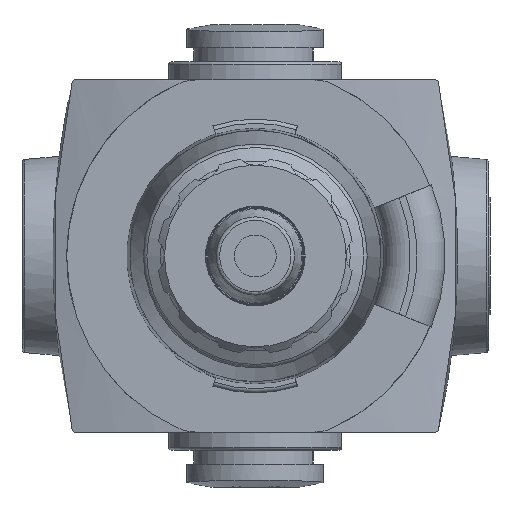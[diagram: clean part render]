
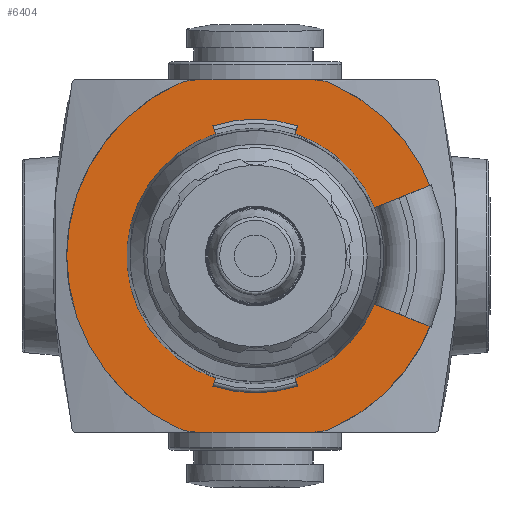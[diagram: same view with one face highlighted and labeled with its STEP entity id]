
A CAD part, front view. The second image highlights one B-rep face of the part: STEP entity #6404.
In plain terms, the highlighted planar face has unit normal (0, -1, 0).
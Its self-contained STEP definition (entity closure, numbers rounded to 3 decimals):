
#335=LINE('',#8692,#581);
#336=LINE('',#8700,#582);
#337=LINE('',#8705,#583);
#338=LINE('',#8710,#584);
#339=LINE('',#8714,#585);
#340=LINE('',#8718,#586);
#341=LINE('',#8722,#587);
#342=LINE('',#8726,#588);
#581=VECTOR('',#7293,1000.);
#582=VECTOR('',#7300,1000.);
#583=VECTOR('',#7305,1000.);
#584=VECTOR('',#7308,1000.);
#585=VECTOR('',#7311,1000.);
#586=VECTOR('',#7314,1000.);
#587=VECTOR('',#7317,1000.);
#588=VECTOR('',#7320,1000.);
#827=ORIENTED_EDGE('',*,*,#2081,.F.);
#828=ORIENTED_EDGE('',*,*,#2082,.F.);
#829=ORIENTED_EDGE('',*,*,#2083,.F.);
#830=ORIENTED_EDGE('',*,*,#2084,.F.);
#831=ORIENTED_EDGE('',*,*,#2085,.F.);
#832=ORIENTED_EDGE('',*,*,#2086,.F.);
#833=ORIENTED_EDGE('',*,*,#2087,.F.);
#834=ORIENTED_EDGE('',*,*,#2088,.F.);
#835=ORIENTED_EDGE('',*,*,#2089,.T.);
#836=ORIENTED_EDGE('',*,*,#2090,.F.);
#837=ORIENTED_EDGE('',*,*,#2091,.T.);
#838=ORIENTED_EDGE('',*,*,#2092,.T.);
#839=ORIENTED_EDGE('',*,*,#2093,.F.);
#840=ORIENTED_EDGE('',*,*,#2094,.F.);
#841=ORIENTED_EDGE('',*,*,#2095,.F.);
#842=ORIENTED_EDGE('',*,*,#2096,.F.);
#843=ORIENTED_EDGE('',*,*,#2097,.T.);
#844=ORIENTED_EDGE('',*,*,#2098,.F.);
#845=ORIENTED_EDGE('',*,*,#2099,.F.);
#846=ORIENTED_EDGE('',*,*,#2100,.F.);
#2081=EDGE_CURVE('',#2708,#2709,#3149,.T.);
#2082=EDGE_CURVE('',#2710,#2708,#335,.T.);
#2083=EDGE_CURVE('',#2711,#2710,#3150,.T.);
#2084=EDGE_CURVE('',#2712,#2711,#3151,.T.);
#2085=EDGE_CURVE('',#2713,#2712,#3152,.T.);
#2086=EDGE_CURVE('',#2714,#2713,#336,.T.);
#2087=EDGE_CURVE('',#2715,#2714,#3153,.T.);
#2088=EDGE_CURVE('',#2709,#2715,#3154,.T.);
#2089=EDGE_CURVE('',#2716,#2717,#337,.T.);
#2090=EDGE_CURVE('',#2718,#2717,#3155,.F.);
#2091=EDGE_CURVE('',#2718,#2719,#338,.T.);
#2092=EDGE_CURVE('',#2719,#2720,#3156,.T.);
#2093=EDGE_CURVE('',#2721,#2720,#339,.T.);
#2094=EDGE_CURVE('',#2722,#2721,#3157,.F.);
#2095=EDGE_CURVE('',#2723,#2722,#340,.T.);
#2096=EDGE_CURVE('',#2724,#2723,#3158,.T.);
#2097=EDGE_CURVE('',#2724,#2725,#341,.T.);
#2098=EDGE_CURVE('',#2726,#2725,#3159,.F.);
#2099=EDGE_CURVE('',#2727,#2726,#342,.T.);
#2100=EDGE_CURVE('',#2716,#2727,#3160,.T.);
#2708=VERTEX_POINT('',#8690);
#2709=VERTEX_POINT('',#8691);
#2710=VERTEX_POINT('',#8693);
#2711=VERTEX_POINT('',#8695);
#2712=VERTEX_POINT('',#8697);
#2713=VERTEX_POINT('',#8699);
#2714=VERTEX_POINT('',#8701);
#2715=VERTEX_POINT('',#8703);
#2716=VERTEX_POINT('',#8706);
#2717=VERTEX_POINT('',#8707);
#2718=VERTEX_POINT('',#8709);
#2719=VERTEX_POINT('',#8711);
#2720=VERTEX_POINT('',#8713);
#2721=VERTEX_POINT('',#8715);
#2722=VERTEX_POINT('',#8717);
#2723=VERTEX_POINT('',#8719);
#2724=VERTEX_POINT('',#8721);
#2725=VERTEX_POINT('',#8723);
#2726=VERTEX_POINT('',#8725);
#2727=VERTEX_POINT('',#8727);
#3149=CIRCLE('',#6712,3.);
#3150=CIRCLE('',#6713,3.);
#3151=CIRCLE('',#6714,13.5);
#3152=CIRCLE('',#6715,3.);
#3153=CIRCLE('',#6716,3.);
#3154=CIRCLE('',#6717,13.5);
#3155=CIRCLE('',#6718,9.2);
#3156=CIRCLE('',#6719,9.8);
#3157=CIRCLE('',#6720,9.2);
#3158=CIRCLE('',#6721,10.1);
#3159=CIRCLE('',#6722,9.2);
#3160=CIRCLE('',#6723,9.8);
#3418=EDGE_LOOP('',(#827,#828,#829,#830,#831,#832,#833,#834));
#3419=EDGE_LOOP('',(#835,#836,#837,#838,#839,#840,#841,#842,#843,#844,#845,
#846));
#3820=FACE_BOUND('',#3418,.T.);
#3821=FACE_BOUND('',#3419,.T.);
#4222=PLANE('',#6711);
#6404=ADVANCED_FACE('',(#3820,#3821),#4222,.F.);
#6711=AXIS2_PLACEMENT_3D('',#8688,#7289,#7290);
#6712=AXIS2_PLACEMENT_3D('',#8689,#7291,#7292);
#6713=AXIS2_PLACEMENT_3D('',#8694,#7294,#7295);
#6714=AXIS2_PLACEMENT_3D('',#8696,#7296,#7297);
#6715=AXIS2_PLACEMENT_3D('',#8698,#7298,#7299);
#6716=AXIS2_PLACEMENT_3D('',#8702,#7301,#7302);
#6717=AXIS2_PLACEMENT_3D('',#8704,#7303,#7304);
#6718=AXIS2_PLACEMENT_3D('',#8708,#7306,#7307);
#6719=AXIS2_PLACEMENT_3D('',#8712,#7309,#7310);
#6720=AXIS2_PLACEMENT_3D('',#8716,#7312,#7313);
#6721=AXIS2_PLACEMENT_3D('',#8720,#7315,#7316);
#6722=AXIS2_PLACEMENT_3D('',#8724,#7318,#7319);
#6723=AXIS2_PLACEMENT_3D('',#8728,#7321,#7322);
#7289=DIRECTION('',(0.,1.,0.));
#7290=DIRECTION('',(0.,0.,1.));
#7291=DIRECTION('',(0.,1.,0.));
#7292=DIRECTION('',(1.,0.,0.));
#7293=DIRECTION('',(-1.,0.,0.));
#7294=DIRECTION('',(0.,1.,0.));
#7295=DIRECTION('',(1.,0.,0.));
#7296=DIRECTION('',(0.,1.,0.));
#7297=DIRECTION('',(1.,0.,0.));
#7298=DIRECTION('',(0.,1.,0.));
#7299=DIRECTION('',(1.,0.,0.));
#7300=DIRECTION('',(1.,0.,0.));
#7301=DIRECTION('',(0.,1.,0.));
#7302=DIRECTION('',(1.,0.,0.));
#7303=DIRECTION('',(0.,1.,0.));
#7304=DIRECTION('',(1.,0.,0.));
#7305=DIRECTION('',(0.309,0.,0.951));
#7306=DIRECTION('',(0.,1.,0.));
#7307=DIRECTION('',(0.,0.,1.));
#7308=DIRECTION('',(-0.309,0.,0.951));
#7309=DIRECTION('',(0.,1.,0.));
#7310=DIRECTION('',(0.,0.,1.));
#7311=DIRECTION('',(0.309,0.,0.951));
#7312=DIRECTION('',(0.,1.,0.));
#7313=DIRECTION('',(0.,0.,1.));
#7314=DIRECTION('',(-0.927,0.,-0.375));
#7315=DIRECTION('',(0.,-1.,0.));
#7316=DIRECTION('',(1.,0.,0.));
#7317=DIRECTION('',(-0.927,0.,0.375));
#7318=DIRECTION('',(0.,1.,0.));
#7319=DIRECTION('',(0.,0.,1.));
#7320=DIRECTION('',(-0.309,0.,0.951));
#7321=DIRECTION('',(0.,-1.,0.));
#7322=DIRECTION('',(0.,0.,-1.));
#8688=CARTESIAN_POINT('',(-4.253,-17.6,-9.6));
#8689=CARTESIAN_POINT('',(-4.253,-17.6,-9.6));
#8690=CARTESIAN_POINT('',(-4.253,-17.6,-12.6));
#8691=CARTESIAN_POINT('',(-5.468,-17.6,-12.343));
#8692=CARTESIAN_POINT('',(4.253,-17.6,-12.6));
#8693=CARTESIAN_POINT('',(4.253,-17.6,-12.6));
#8694=CARTESIAN_POINT('',(4.253,-17.6,-9.6));
#8695=CARTESIAN_POINT('',(5.468,-17.6,-12.343));
#8696=CARTESIAN_POINT('',(0.,-17.6,0.));
#8697=CARTESIAN_POINT('',(5.468,-17.6,12.343));
#8698=CARTESIAN_POINT('',(4.253,-17.6,9.6));
#8699=CARTESIAN_POINT('',(4.253,-17.6,12.6));
#8700=CARTESIAN_POINT('',(-4.253,-17.6,12.6));
#8701=CARTESIAN_POINT('',(-4.253,-17.6,12.6));
#8702=CARTESIAN_POINT('',(-4.253,-17.6,9.6));
#8703=CARTESIAN_POINT('',(-5.468,-17.6,12.343));
#8704=CARTESIAN_POINT('',(0.,-17.6,0.));
#8705=CARTESIAN_POINT('',(-3.028,-17.6,-9.32));
#8706=CARTESIAN_POINT('',(-3.028,-17.6,-9.32));
#8707=CARTESIAN_POINT('',(-2.843,-17.6,-8.75));
#8708=CARTESIAN_POINT('',(0.,-17.6,0.));
#8709=CARTESIAN_POINT('',(-2.843,-17.6,8.75));
#8710=CARTESIAN_POINT('',(-2.812,-17.6,8.655));
#8711=CARTESIAN_POINT('',(-3.028,-17.6,9.32));
#8712=CARTESIAN_POINT('',(0.,-17.6,0.));
#8713=CARTESIAN_POINT('',(3.028,-17.6,9.32));
#8714=CARTESIAN_POINT('',(2.812,-17.6,8.655));
#8715=CARTESIAN_POINT('',(2.843,-17.6,8.75));
#8716=CARTESIAN_POINT('',(0.,-17.6,0.));
#8717=CARTESIAN_POINT('',(8.53,-17.6,3.446));
#8718=CARTESIAN_POINT('',(9.365,-17.6,3.784));
#8719=CARTESIAN_POINT('',(9.365,-17.6,3.784));
#8720=CARTESIAN_POINT('',(0.,-17.6,0.));
#8721=CARTESIAN_POINT('',(9.365,-17.6,-3.784));
#8722=CARTESIAN_POINT('',(9.365,-17.6,-3.784));
#8723=CARTESIAN_POINT('',(8.53,-17.6,-3.446));
#8724=CARTESIAN_POINT('',(0.,-17.6,0.));
#8725=CARTESIAN_POINT('',(2.843,-17.6,-8.75));
#8726=CARTESIAN_POINT('',(3.028,-17.6,-9.32));
#8727=CARTESIAN_POINT('',(3.028,-17.6,-9.32));
#8728=CARTESIAN_POINT('',(0.,-17.6,0.));
